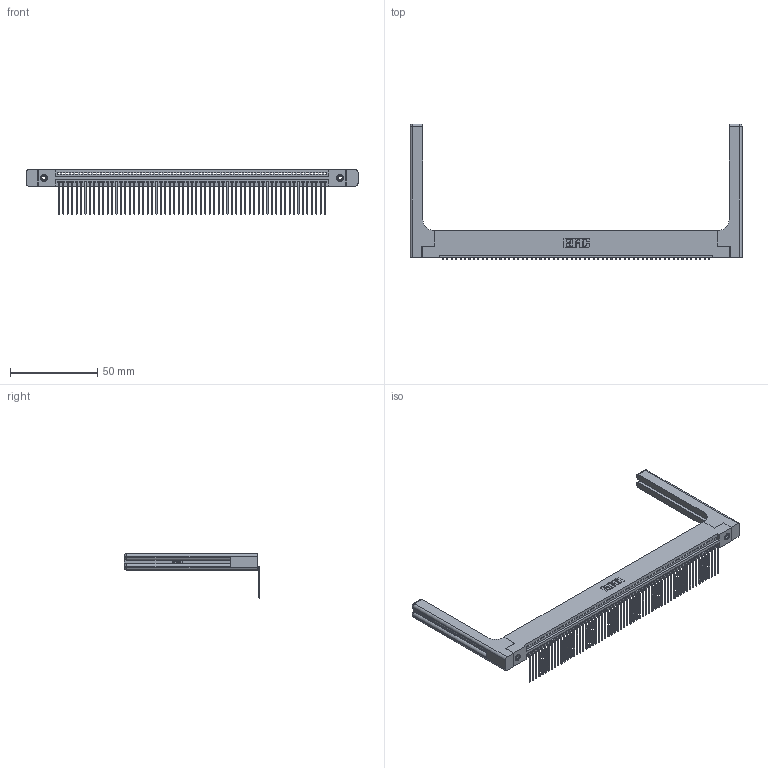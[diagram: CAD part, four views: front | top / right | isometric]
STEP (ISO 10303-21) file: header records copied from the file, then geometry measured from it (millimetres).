
FILE_DESCRIPTION (( 'STEP AP203' ), '1' );
FILE_NAME ('395-061-559-158.STEP', '2019-10-24T16:22:19', ( '' ), ( '' ), 'SwSTEP 2.0', 'SolidWorks 2016', '' );
FILE_SCHEMA (( 'CONFIG_CONTROL_DESIGN' ));
Length unit declared in the file: inch
Products named in the file (5): 395-061-559-158; 345-250-001_345-250-001-102; 345 Part_Flush Mounting Lugs - 0.156 Dia-TH; 345-292-001_558 559 Tail - 1; 345-220-058_345-220-058
Assembly tree (66 placements, depth 2):
  395-061-559-158
    345 Part_Flush Mounting Lugs - 0.156 Dia-TH
    345-292-001_558 559 Tail - 1  x61
    345-250-001_345-250-001-102  x2
    345-220-058_345-220-058  x2
Bounding box: 189.97 x 77.71 x 25.53 mm (x, y, z)
Volume: 26907.1 mm3; surface area: 31212.8 mm2
Topology: 66 solids, 66 shells, 4042 faces, 12109 edges, 7970 vertices
Faces by surface type: plane 2790, cylinder 1192, bspline 36, cone 12, sphere 8, torus 4
Entity records: 48618 total; most frequent: CARTESIAN_POINT 9392, ORIENTED_EDGE 8184, DIRECTION 7122, EDGE_CURVE 4092, VECTOR 3624, LINE 3624, VERTEX_POINT 2718, AXIS2_PLACEMENT_3D 1749
